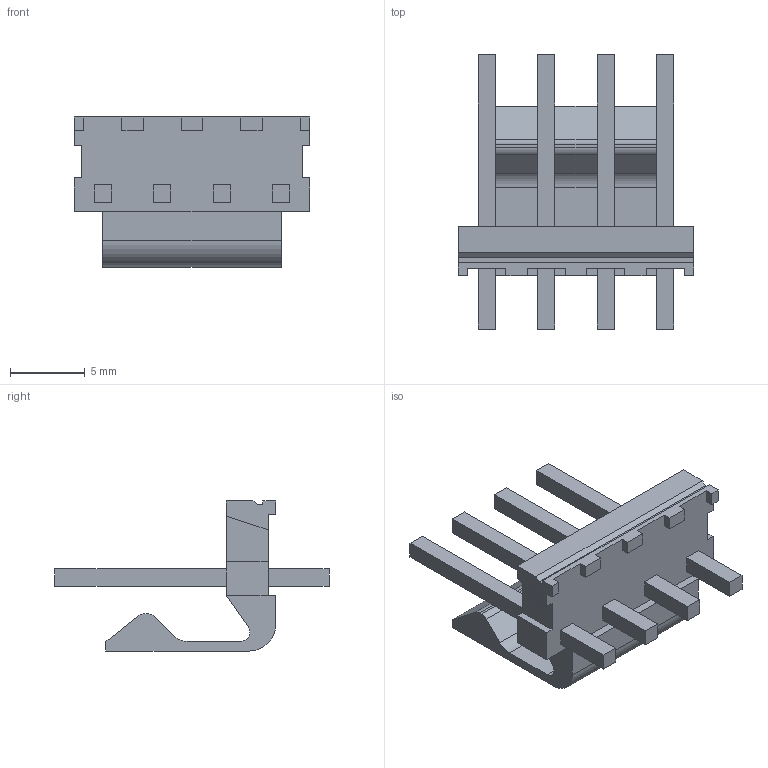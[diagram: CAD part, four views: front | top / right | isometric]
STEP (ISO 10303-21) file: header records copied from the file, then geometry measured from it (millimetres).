
FILE_DESCRIPTION(('STEP AP214'),'1');
FILE_NAME('4874.stp','2018-08-13T11:22:36',('TraceParts'),('TraceParts S.A.'),'Spatial InterOp 3D',' ',' ');
FILE_SCHEMA(('automotive_design'));
Length unit declared in the file: millimetre
Products named in the file (2): 4874_1; 1
Bounding box: 15.7 x 18.29 x 10.01 mm (x, y, z)
Volume: 574.1 mm3; surface area: 976.3 mm2
Topology: 1 solids, 1 shells, 93 faces, 253 edges, 178 vertices
Faces by surface type: plane 88, cylinder 5
Entity records: 2914 total; most frequent: CARTESIAN_POINT 510, ORIENTED_EDGE 490, DIRECTION 461, EDGE_CURVE 245, LINE 235, VECTOR 235, VERTEX_POINT 162, AXIS2_PLACEMENT_3D 113
